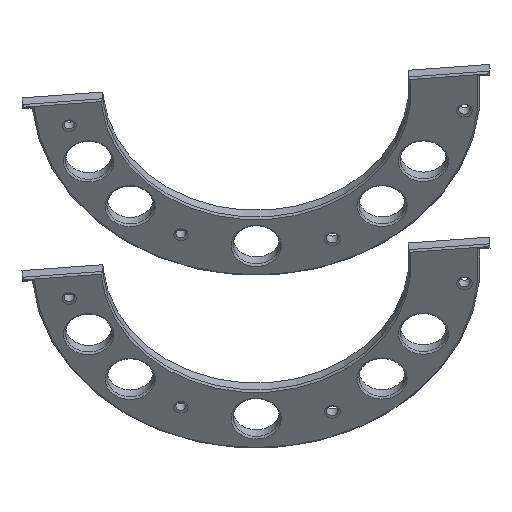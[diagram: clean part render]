
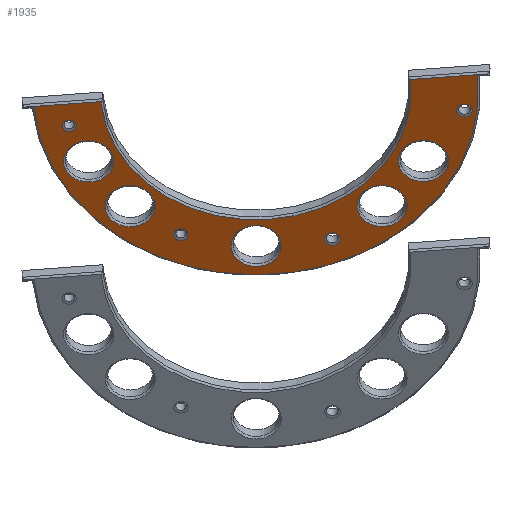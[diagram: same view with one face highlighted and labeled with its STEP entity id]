
A CAD part, isometric view. The second image highlights one B-rep face of the part: STEP entity #1935.
In plain terms, the highlighted planar face has unit normal (-0.707, -0.707, 0).
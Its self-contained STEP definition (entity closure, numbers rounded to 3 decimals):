
#74=FACE_BOUND('',#387,.T.);
#75=FACE_BOUND('',#388,.T.);
#76=FACE_BOUND('',#389,.T.);
#77=FACE_BOUND('',#390,.T.);
#78=FACE_BOUND('',#391,.T.);
#79=FACE_BOUND('',#392,.T.);
#80=FACE_BOUND('',#393,.T.);
#81=FACE_BOUND('',#394,.T.);
#82=FACE_BOUND('',#395,.T.);
#132=PLANE('',#2147);
#241=FACE_OUTER_BOUND('',#386,.T.);
#386=EDGE_LOOP('',(#1722,#1723,#1724,#1725,#1726,#1727,#1728,#1729,#1730,
#1731));
#387=EDGE_LOOP('',(#1732));
#388=EDGE_LOOP('',(#1733));
#389=EDGE_LOOP('',(#1734));
#390=EDGE_LOOP('',(#1735));
#391=EDGE_LOOP('',(#1736));
#392=EDGE_LOOP('',(#1737));
#393=EDGE_LOOP('',(#1738));
#394=EDGE_LOOP('',(#1739));
#395=EDGE_LOOP('',(#1740));
#551=LINE('',#3234,#721);
#553=LINE('',#3239,#723);
#555=LINE('',#3247,#725);
#557=LINE('',#3251,#727);
#559=LINE('',#3256,#729);
#564=LINE('',#3266,#734);
#565=LINE('',#3268,#735);
#567=LINE('',#3271,#737);
#721=VECTOR('',#2662,10.);
#723=VECTOR('',#2666,10.);
#725=VECTOR('',#2670,10.);
#727=VECTOR('',#2674,10.);
#729=VECTOR('',#2678,10.);
#734=VECTOR('',#2689,10.);
#735=VECTOR('',#2692,10.);
#737=VECTOR('',#2696,10.);
#824=CIRCLE('',#2141,60.139);
#825=CIRCLE('',#2146,86.296);
#826=CIRCLE('',#2148,2.75);
#827=CIRCLE('',#2149,3.);
#828=CIRCLE('',#2150,9.75);
#829=CIRCLE('',#2151,9.75);
#830=CIRCLE('',#2152,9.75);
#831=CIRCLE('',#2153,9.75);
#832=CIRCLE('',#2154,9.75);
#833=CIRCLE('',#2155,3.);
#834=CIRCLE('',#2156,2.75);
#968=VERTEX_POINT('',#3228);
#969=VERTEX_POINT('',#3233);
#970=VERTEX_POINT('',#3237);
#971=VERTEX_POINT('',#3238);
#972=VERTEX_POINT('',#3246);
#973=VERTEX_POINT('',#3250);
#974=VERTEX_POINT('',#3254);
#975=VERTEX_POINT('',#3255);
#976=VERTEX_POINT('',#3260);
#977=VERTEX_POINT('',#3264);
#978=VERTEX_POINT('',#3275);
#979=VERTEX_POINT('',#3277);
#980=VERTEX_POINT('',#3279);
#981=VERTEX_POINT('',#3281);
#982=VERTEX_POINT('',#3283);
#983=VERTEX_POINT('',#3285);
#984=VERTEX_POINT('',#3287);
#985=VERTEX_POINT('',#3289);
#986=VERTEX_POINT('',#3291);
#1215=EDGE_CURVE('',#969,#968,#551,.T.);
#1217=EDGE_CURVE('',#970,#971,#553,.T.);
#1220=EDGE_CURVE('',#972,#969,#555,.T.);
#1222=EDGE_CURVE('',#971,#973,#557,.T.);
#1224=EDGE_CURVE('',#974,#975,#559,.T.);
#1228=EDGE_CURVE('',#975,#976,#824,.T.);
#1230=EDGE_CURVE('',#976,#977,#564,.T.);
#1231=EDGE_CURVE('',#973,#974,#565,.T.);
#1233=EDGE_CURVE('',#977,#972,#567,.T.);
#1234=EDGE_CURVE('',#968,#970,#825,.T.);
#1235=EDGE_CURVE('',#978,#978,#826,.T.);
#1236=EDGE_CURVE('',#979,#979,#827,.T.);
#1237=EDGE_CURVE('',#980,#980,#828,.T.);
#1238=EDGE_CURVE('',#981,#981,#829,.T.);
#1239=EDGE_CURVE('',#982,#982,#830,.T.);
#1240=EDGE_CURVE('',#983,#983,#831,.T.);
#1241=EDGE_CURVE('',#984,#984,#832,.T.);
#1242=EDGE_CURVE('',#985,#985,#833,.T.);
#1243=EDGE_CURVE('',#986,#986,#834,.T.);
#1722=ORIENTED_EDGE('',*,*,#1224,.T.);
#1723=ORIENTED_EDGE('',*,*,#1228,.T.);
#1724=ORIENTED_EDGE('',*,*,#1230,.T.);
#1725=ORIENTED_EDGE('',*,*,#1233,.T.);
#1726=ORIENTED_EDGE('',*,*,#1220,.T.);
#1727=ORIENTED_EDGE('',*,*,#1215,.T.);
#1728=ORIENTED_EDGE('',*,*,#1234,.T.);
#1729=ORIENTED_EDGE('',*,*,#1217,.T.);
#1730=ORIENTED_EDGE('',*,*,#1222,.T.);
#1731=ORIENTED_EDGE('',*,*,#1231,.T.);
#1732=ORIENTED_EDGE('',*,*,#1235,.T.);
#1733=ORIENTED_EDGE('',*,*,#1236,.T.);
#1734=ORIENTED_EDGE('',*,*,#1237,.T.);
#1735=ORIENTED_EDGE('',*,*,#1238,.T.);
#1736=ORIENTED_EDGE('',*,*,#1239,.T.);
#1737=ORIENTED_EDGE('',*,*,#1240,.T.);
#1738=ORIENTED_EDGE('',*,*,#1241,.T.);
#1739=ORIENTED_EDGE('',*,*,#1242,.T.);
#1740=ORIENTED_EDGE('',*,*,#1243,.T.);
#1935=ADVANCED_FACE('',(#241,#74,#75,#76,#77,#78,#79,#80,#81,#82),#132,
 .T.);
#2141=AXIS2_PLACEMENT_3D('',#3262,#2684,#2685);
#2146=AXIS2_PLACEMENT_3D('',#3273,#2699,#2700);
#2147=AXIS2_PLACEMENT_3D('',#3274,#2701,#2702);
#2148=AXIS2_PLACEMENT_3D('',#3276,#2703,#2704);
#2149=AXIS2_PLACEMENT_3D('',#3278,#2705,#2706);
#2150=AXIS2_PLACEMENT_3D('',#3280,#2707,#2708);
#2151=AXIS2_PLACEMENT_3D('',#3282,#2709,#2710);
#2152=AXIS2_PLACEMENT_3D('',#3284,#2711,#2712);
#2153=AXIS2_PLACEMENT_3D('',#3286,#2713,#2714);
#2154=AXIS2_PLACEMENT_3D('',#3288,#2715,#2716);
#2155=AXIS2_PLACEMENT_3D('',#3290,#2717,#2718);
#2156=AXIS2_PLACEMENT_3D('',#3292,#2719,#2720);
#2662=DIRECTION('',(0.704,-0.704,0.087));
#2666=DIRECTION('',(0.704,-0.704,0.087));
#2670=DIRECTION('',(0.062,-0.062,-0.996));
#2674=DIRECTION('',(-0.062,0.062,0.996));
#2678=DIRECTION('',(0.062,-0.062,-0.996));
#2684=DIRECTION('center_axis',(0.707,0.707,0.));
#2685=DIRECTION('ref_axis',(-0.455,0.455,-0.766));
#2689=DIRECTION('',(-0.062,0.062,0.996));
#2692=DIRECTION('',(-0.704,0.704,-0.087));
#2696=DIRECTION('',(-0.704,0.704,-0.087));
#2699=DIRECTION('center_axis',(-0.707,-0.707,0.));
#2700=DIRECTION('ref_axis',(-0.455,0.455,-0.766));
#2701=DIRECTION('center_axis',(-0.707,-0.707,0.));
#2702=DIRECTION('ref_axis',(0.455,-0.455,0.766));
#2703=DIRECTION('center_axis',(0.707,0.707,0.));
#2704=DIRECTION('ref_axis',(0.455,-0.455,0.766));
#2705=DIRECTION('center_axis',(0.707,0.707,0.));
#2706=DIRECTION('ref_axis',(0.455,-0.455,0.766));
#2707=DIRECTION('center_axis',(0.707,0.707,0.));
#2708=DIRECTION('ref_axis',(0.455,-0.455,0.766));
#2709=DIRECTION('center_axis',(0.707,0.707,0.));
#2710=DIRECTION('ref_axis',(0.455,-0.455,0.766));
#2711=DIRECTION('center_axis',(0.707,0.707,0.));
#2712=DIRECTION('ref_axis',(0.455,-0.455,0.766));
#2713=DIRECTION('center_axis',(0.707,0.707,0.));
#2714=DIRECTION('ref_axis',(0.455,-0.455,0.766));
#2715=DIRECTION('center_axis',(0.707,0.707,0.));
#2716=DIRECTION('ref_axis',(0.455,-0.455,0.766));
#2717=DIRECTION('center_axis',(0.707,0.707,0.));
#2718=DIRECTION('ref_axis',(0.455,-0.455,0.766));
#2719=DIRECTION('center_axis',(0.707,0.707,0.));
#2720=DIRECTION('ref_axis',(0.455,-0.455,0.766));
#3228=CARTESIAN_POINT('',(-27.611,105.392,60.497));
#3233=CARTESIAN_POINT('',(-30.302,108.084,60.164));
#3234=CARTESIAN_POINT('',(6.715,71.066,64.744));
#3237=CARTESIAN_POINT('',(93.962,-16.18,75.538));
#3238=CARTESIAN_POINT('',(96.839,-19.057,75.894));
#3239=CARTESIAN_POINT('',(59.682,18.1,71.297));
#3246=CARTESIAN_POINT('',(-30.333,108.115,60.662));
#3247=CARTESIAN_POINT('',(-29.7,107.482,50.437));
#3250=CARTESIAN_POINT('',(96.808,-19.027,76.393));
#3251=CARTESIAN_POINT('',(97.441,-19.659,66.168));
#3254=CARTESIAN_POINT('',(75.508,2.274,73.757));
#3255=CARTESIAN_POINT('',(75.585,2.197,72.512));
#3256=CARTESIAN_POINT('',(76.14,1.641,63.532));
#3260=CARTESIAN_POINT('',(-9.141,86.923,62.029));
#3262=CARTESIAN_POINT('Origin',(33.222,44.56,67.27));
#3264=CARTESIAN_POINT('',(-9.218,87.,63.274));
#3266=CARTESIAN_POINT('',(-8.586,86.368,53.049));
#3268=CARTESIAN_POINT('',(59.651,18.13,71.795));
#3271=CARTESIAN_POINT('',(6.684,71.097,65.242));
#3273=CARTESIAN_POINT('Origin',(33.222,44.56,67.27));
#3274=CARTESIAN_POINT('Origin',(34.333,43.449,49.311));
#3275=CARTESIAN_POINT('',(11.417,66.364,-2.001));
#3276=CARTESIAN_POINT('Origin',(12.667,65.114,0.106));
#3277=CARTESIAN_POINT('',(89.05,-11.268,56.709));
#3278=CARTESIAN_POINT('Origin',(90.413,-12.632,59.007));
#3279=CARTESIAN_POINT('',(74.722,3.059,27.603));
#3280=CARTESIAN_POINT('Origin',(79.154,-1.372,35.072));
#3281=CARTESIAN_POINT('',(63.396,14.386,6.312));
#3282=CARTESIAN_POINT('Origin',(67.828,9.954,13.781));
#3283=CARTESIAN_POINT('',(28.883,48.898,-12.699));
#3284=CARTESIAN_POINT('Origin',(33.315,44.467,-5.23));
#3285=CARTESIAN_POINT('',(-5.678,83.46,6.134));
#3286=CARTESIAN_POINT('Origin',(-1.246,79.028,13.603));
#3287=CARTESIAN_POINT('',(-17.059,94.841,27.367));
#3288=CARTESIAN_POINT('Origin',(-12.627,90.409,34.836));
#3289=CARTESIAN_POINT('',(52.834,24.948,-4.33));
#3290=CARTESIAN_POINT('Origin',(54.197,23.584,-2.032));
#3291=CARTESIAN_POINT('',(-19.218,96.999,49.683));
#3292=CARTESIAN_POINT('Origin',(-17.968,95.749,51.789));
